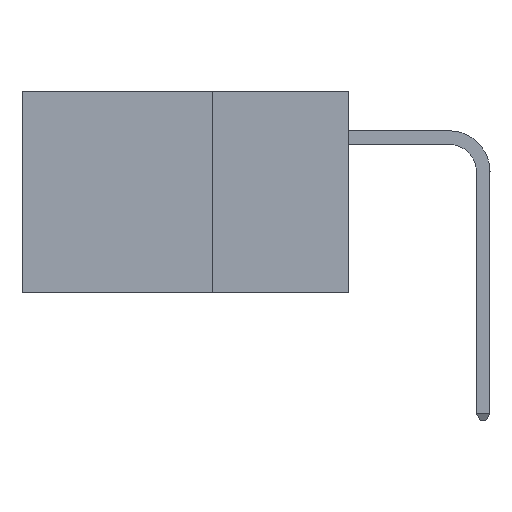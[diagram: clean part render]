
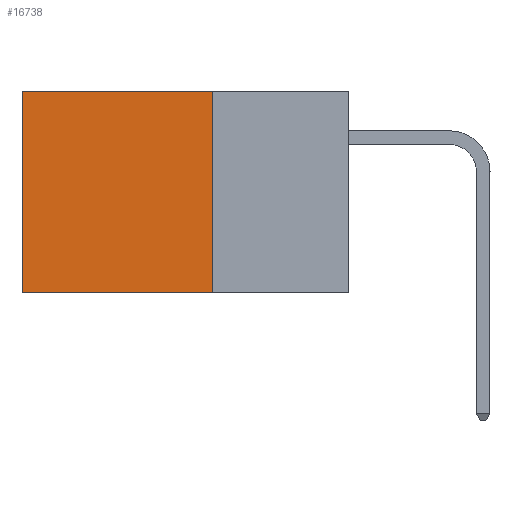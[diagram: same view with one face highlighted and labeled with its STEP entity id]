
A CAD part, left-side view. The second image highlights one B-rep face of the part: STEP entity #16738.
In plain terms, the highlighted planar face has unit normal (-1, 0, 0).
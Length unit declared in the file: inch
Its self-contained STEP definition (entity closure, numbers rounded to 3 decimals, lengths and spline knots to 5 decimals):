
#245 = CARTESIAN_POINT ( 'NONE',  ( 0.2875, 0.25, 0. ) ) ;
#1029 = CARTESIAN_POINT ( 'NONE',  ( 0.2875, 0.25, -0.37 ) ) ;
#2058 = DIRECTION ( 'NONE',  ( 1., 0., 0. ) ) ;
#3258 = CARTESIAN_POINT ( 'NONE',  ( 0.2875, 0.6, 0. ) ) ;
#5771 = ORIENTED_EDGE ( 'NONE', *, *, #15259, .F. ) ;
#7175 = DIRECTION ( 'NONE',  ( 0., 1., 0. ) ) ;
#8023 = VERTEX_POINT ( 'NONE', #1029 ) ;
#9105 = CARTESIAN_POINT ( 'NONE',  ( 0.2875, 0.6, 0. ) ) ;
#9694 = VERTEX_POINT ( 'NONE', #9105 ) ;
#9851 = VECTOR ( 'NONE', #28752, 39.37008 ) ;
#11308 = AXIS2_PLACEMENT_3D ( 'NONE', #21932, #2058, #14325 ) ;
#11739 = DIRECTION ( 'NONE',  ( 0., 0., -1. ) ) ;
#12088 = ORIENTED_EDGE ( 'NONE', *, *, #25263, .F. ) ;
#12258 = VECTOR ( 'NONE', #7175, 39.37008 ) ;
#12320 = PLANE ( 'NONE',  #11308 ) ;
#12350 = DIRECTION ( 'NONE',  ( 0., 1., 0. ) ) ;
#13152 = EDGE_CURVE ( 'NONE', #24212, #9694, #13999, .T. ) ;
#13999 = LINE ( 'NONE', #24084, #12258 ) ;
#14325 = DIRECTION ( 'NONE',  ( 0., 0., -1. ) ) ;
#15259 = EDGE_CURVE ( 'NONE', #24212, #8023, #29296, .T. ) ;
#15992 = VECTOR ( 'NONE', #11739, 39.37008 ) ;
#16738 = ADVANCED_FACE ( 'NONE', ( #30185 ), #12320, .F. ) ;
#19521 = CARTESIAN_POINT ( 'NONE',  ( 0.2875, 0.25, 0. ) ) ;
#21214 = EDGE_CURVE ( 'NONE', #9694, #29653, #25929, .T. ) ;
#21932 = CARTESIAN_POINT ( 'NONE',  ( 0.2875, 0.25, 0. ) ) ;
#22182 = VECTOR ( 'NONE', #12350, 39.37008 ) ;
#22754 = CARTESIAN_POINT ( 'NONE',  ( 0.2875, 0.25, -0.37 ) ) ;
#24084 = CARTESIAN_POINT ( 'NONE',  ( 0.2875, 0.25, 0. ) ) ;
#24212 = VERTEX_POINT ( 'NONE', #245 ) ;
#25263 = EDGE_CURVE ( 'NONE', #8023, #29653, #29894, .T. ) ;
#25440 = EDGE_LOOP ( 'NONE', ( #27519, #12088, #5771, #27679 ) ) ;
#25929 = LINE ( 'NONE', #3258, #9851 ) ;
#27519 = ORIENTED_EDGE ( 'NONE', *, *, #21214, .T. ) ;
#27679 = ORIENTED_EDGE ( 'NONE', *, *, #13152, .T. ) ;
#28752 = DIRECTION ( 'NONE',  ( 0., 0., -1. ) ) ;
#29296 = LINE ( 'NONE', #19521, #15992 ) ;
#29653 = VERTEX_POINT ( 'NONE', #31551 ) ;
#29894 = LINE ( 'NONE', #22754, #22182 ) ;
#30185 = FACE_OUTER_BOUND ( 'NONE', #25440, .T. ) ;
#31551 = CARTESIAN_POINT ( 'NONE',  ( 0.2875, 0.6, -0.37 ) ) ;
